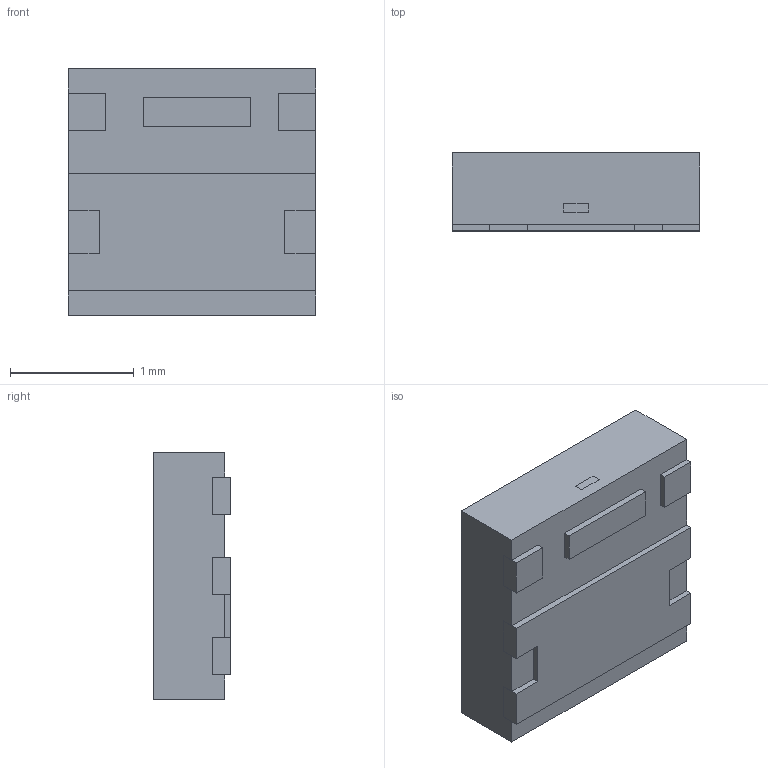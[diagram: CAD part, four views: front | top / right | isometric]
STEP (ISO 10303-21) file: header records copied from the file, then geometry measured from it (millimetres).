
FILE_DESCRIPTION (( 'STEP AP214' ), '1' );
FILE_NAME ('DMN2011UFDE-7.STEP', '2022-01-18T23:27:00', ( '' ), ( '' ), 'SwSTEP 2.0', 'SolidWorks 2017', '' );
FILE_SCHEMA (( 'AUTOMOTIVE_DESIGN' ));
Length unit declared in the file: millimetre
Products named in the file (1): DMN2011UFDE-7
Bounding box: 2 x 0.63 x 2 mm (x, y, z)
Volume: 2.4 mm3; surface area: 19.6 mm2
Topology: 8 solids, 8 shells, 92 faces, 216 edges, 144 vertices
Faces by surface type: plane 88, cylinder 4
Entity records: 2685 total; most frequent: CARTESIAN_POINT 453, ORIENTED_EDGE 432, DIRECTION 410, EDGE_CURVE 216, VECTOR 208, LINE 208, VERTEX_POINT 144, AXIS2_PLACEMENT_3D 101
